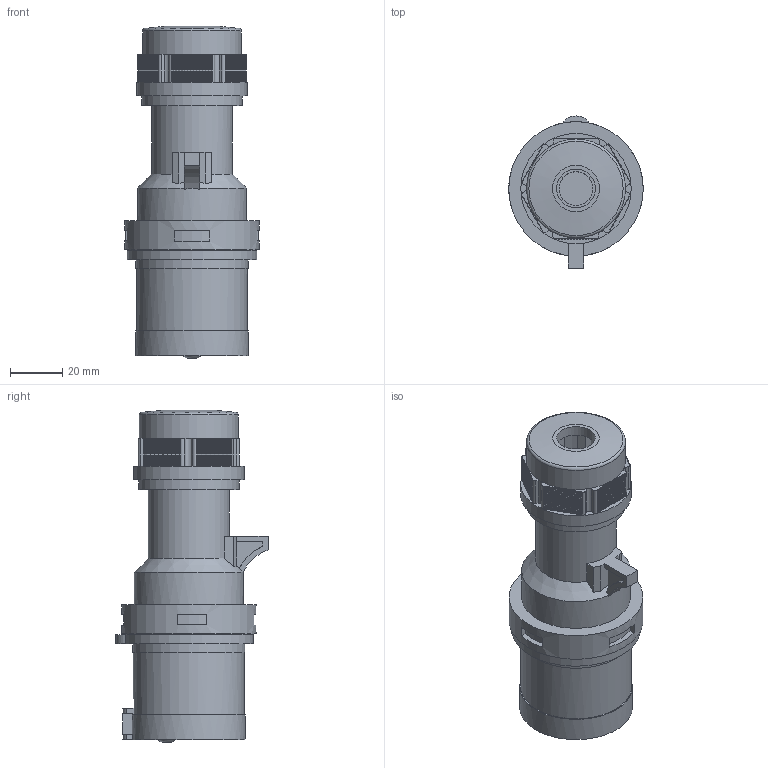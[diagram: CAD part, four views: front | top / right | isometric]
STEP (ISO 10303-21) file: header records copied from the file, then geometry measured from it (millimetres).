
FILE_DESCRIPTION(/* description */ (''),/* implementation_level */ '2;1');
FILE_NAME(/* name */ '014体.stp',/* time_stamp */ '2024-03-31T21:40:00+08:00',/* author */ (''),/* organization */ (''),/* preprocessor_version */ 'ST-DEVELOPER v16',/* originating_system */ 'SIEMENS PLM Software NX 10.0',/* authorisation */ '');
FILE_SCHEMA (('AUTOMOTIVE_DESIGN { 1 0 10303 214 3 1 1 1 }'));
Length unit declared in the file: millimetre
Products named in the file (1): 014体
Bounding box: 51.5 x 58.35 x 127.15 mm (x, y, z)
Volume: 101904.4 mm3; surface area: 44138.4 mm2
Topology: 15 solids, 15 shells, 501 faces, 1386 edges, 924 vertices
Faces by surface type: plane 449, cylinder 46, cone 2, torus 2, bspline 2
Full cylindrical faces by diameter (mm): 5.04 x2, 6.94 x1, 10 x2, 13 x1, 14.85 x1, 31 x1, 32.8 x2, 37.9 x1, 38.5 x1, 39 x1, 41.7 x1, 42.3 x1, 42.4 x1, 43 x1, 45.5 x1, 47.5 x1, 48.9 x1, 51.5 x1
Entity records: 15704 total; most frequent: CARTESIAN_POINT 2848, ORIENTED_EDGE 2690, DIRECTION 2465, EDGE_CURVE 1345, LINE 1207, VECTOR 1207, VERTEX_POINT 912, AXIS2_PLACEMENT_3D 629
